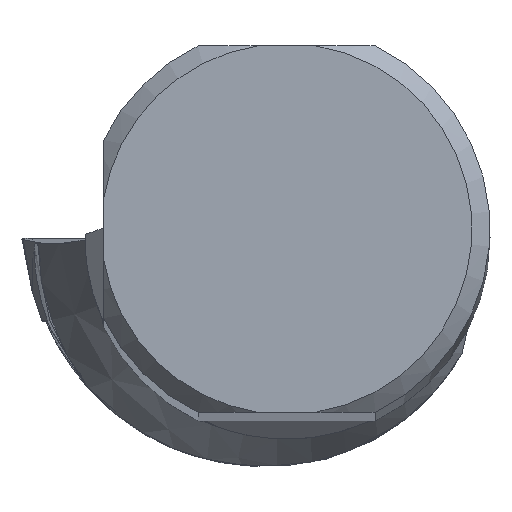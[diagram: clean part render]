
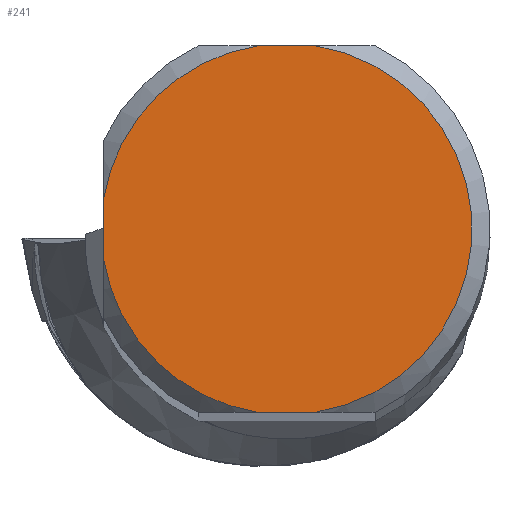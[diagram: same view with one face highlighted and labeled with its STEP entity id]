
A CAD part, top view. The second image highlights one B-rep face of the part: STEP entity #241.
In plain terms, the highlighted planar face has unit normal (0, 0, 1).
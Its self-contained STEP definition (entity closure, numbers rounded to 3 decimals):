
#187=FACE_OUTER_BOUND('',#496,.T.);
#241=ADVANCED_FACE('',(#187),#277,.T.);
#277=PLANE('',#1225);
#329=LINE('',#1901,#403);
#330=LINE('',#1902,#404);
#331=LINE('',#1903,#405);
#403=VECTOR('',#1430,1.);
#404=VECTOR('',#1431,1.);
#405=VECTOR('',#1432,1.);
#496=EDGE_LOOP('',(#660,#661,#662,#663,#664,#665));
#660=ORIENTED_EDGE('',*,*,#1011,.F.);
#661=ORIENTED_EDGE('',*,*,#998,.T.);
#662=ORIENTED_EDGE('',*,*,#1012,.F.);
#663=ORIENTED_EDGE('',*,*,#1009,.T.);
#664=ORIENTED_EDGE('',*,*,#1013,.F.);
#665=ORIENTED_EDGE('',*,*,#1000,.T.);
#880=VERTEX_POINT('',#1850);
#882=VERTEX_POINT('',#1857);
#883=VERTEX_POINT('',#1864);
#884=VERTEX_POINT('',#1866);
#888=VERTEX_POINT('',#1893);
#889=VERTEX_POINT('',#1895);
#998=EDGE_CURVE('',#880,#882,#1085,.T.);
#1000=EDGE_CURVE('',#884,#883,#1086,.T.);
#1009=EDGE_CURVE('',#889,#888,#1089,.T.);
#1011=EDGE_CURVE('',#880,#883,#329,.T.);
#1012=EDGE_CURVE('',#889,#882,#330,.T.);
#1013=EDGE_CURVE('',#884,#888,#331,.T.);
#1085=CIRCLE('',#1215,7.23);
#1086=CIRCLE('',#1217,7.23);
#1089=CIRCLE('',#1223,7.23);
#1215=AXIS2_PLACEMENT_3D('',#1858,#1408,#1409);
#1217=AXIS2_PLACEMENT_3D('',#1865,#1412,#1413);
#1223=AXIS2_PLACEMENT_3D('',#1894,#1426,#1427);
#1225=AXIS2_PLACEMENT_3D('',#1904,#1433,#1434);
#1408=DIRECTION('',(0.,0.,1.));
#1409=DIRECTION('',(1.,0.,0.));
#1412=DIRECTION('',(0.,0.,1.));
#1413=DIRECTION('',(1.,0.,0.));
#1426=DIRECTION('',(0.,0.,1.));
#1427=DIRECTION('',(1.,0.,0.));
#1430=DIRECTION('',(-1.,0.,0.));
#1431=DIRECTION('',(1.,0.,0.));
#1432=DIRECTION('',(0.,1.,0.));
#1433=DIRECTION('',(0.,0.,1.));
#1434=DIRECTION('',(1.,0.,0.));
#1850=CARTESIAN_POINT('',(1.137,-7.14,0.));
#1857=CARTESIAN_POINT('',(1.137,7.14,0.));
#1858=CARTESIAN_POINT('',(0.,0.,0.));
#1864=CARTESIAN_POINT('',(-1.137,-7.14,0.));
#1865=CARTESIAN_POINT('',(0.,0.,0.));
#1866=CARTESIAN_POINT('',(-7.13,-1.198,0.));
#1893=CARTESIAN_POINT('',(-7.13,1.198,0.));
#1894=CARTESIAN_POINT('',(0.,0.,0.));
#1895=CARTESIAN_POINT('',(-1.137,7.14,0.));
#1901=CARTESIAN_POINT('',(0.,-7.14,0.));
#1902=CARTESIAN_POINT('',(0.,7.14,0.));
#1903=CARTESIAN_POINT('',(-7.13,0.,0.));
#1904=CARTESIAN_POINT('',(0.,0.,
0.));
